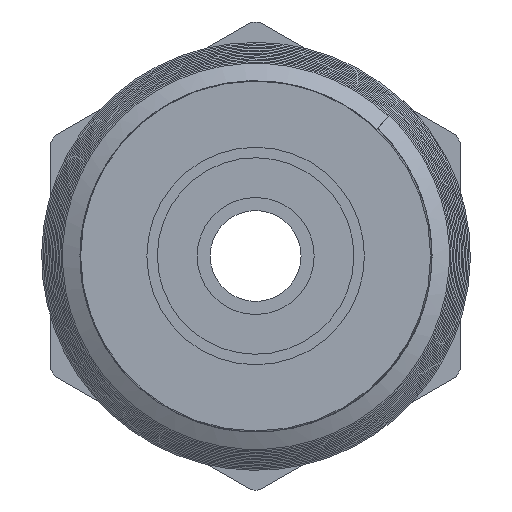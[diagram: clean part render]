
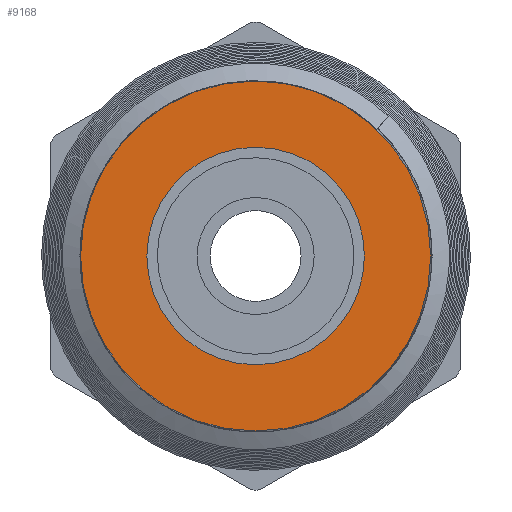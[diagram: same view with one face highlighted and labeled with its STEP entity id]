
A CAD part, front view. The second image highlights one B-rep face of the part: STEP entity #9168.
In plain terms, the highlighted planar face has unit normal (0, -1, 0).
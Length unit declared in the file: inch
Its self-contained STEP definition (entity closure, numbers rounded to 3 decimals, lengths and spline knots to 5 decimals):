
#88 = DIRECTION ( 'NONE',  ( -1., 0., 0. ) ) ;
#298 = EDGE_CURVE ( 'NONE', #10145, #8519, #4473, .T. ) ;
#797 = CIRCLE ( 'NONE', #1144, 0.374 ) ;
#1029 = DIRECTION ( 'NONE',  ( 0., -1., 0. ) ) ;
#1090 = CARTESIAN_POINT ( 'NONE',  ( 0., 0., 0. ) ) ;
#1144 = AXIS2_PLACEMENT_3D ( 'NONE', #1090, #7627, #10073 ) ;
#1384 = VERTEX_POINT ( 'NONE', #2265 ) ;
#1685 = FACE_OUTER_BOUND ( 'NONE', #10459, .T. ) ;
#1975 = CIRCLE ( 'NONE', #10179, 0.374 ) ;
#2265 = CARTESIAN_POINT ( 'NONE',  ( -0.374, 0., 0. ) ) ;
#2382 = EDGE_CURVE ( 'NONE', #6159, #1384, #797, .T. ) ;
#2420 = AXIS2_PLACEMENT_3D ( 'NONE', #7252, #8800, #9602 ) ;
#2751 = CARTESIAN_POINT ( 'NONE',  ( 0., 0., 0. ) ) ;
#2897 = DIRECTION ( 'NONE',  ( 1., 0., 0. ) ) ;
#3573 = CARTESIAN_POINT ( 'NONE',  ( 0.374, 0., 0. ) ) ;
#4149 = CARTESIAN_POINT ( 'NONE',  ( -0.2325, 0., 0. ) ) ;
#4473 = CIRCLE ( 'NONE', #2420, 0.2325 ) ;
#4514 = CARTESIAN_POINT ( 'NONE',  ( 0., 0., 0. ) ) ;
#4730 = CARTESIAN_POINT ( 'NONE',  ( 0.2325, 0., 0. ) ) ;
#4933 = EDGE_CURVE ( 'NONE', #8519, #10145, #8447, .T. ) ;
#4940 = EDGE_LOOP ( 'NONE', ( #5600, #7864 ) ) ;
#4957 = PLANE ( 'NONE',  #5196 ) ;
#5196 = AXIS2_PLACEMENT_3D ( 'NONE', #4149, #7422, #88 ) ;
#5212 = AXIS2_PLACEMENT_3D ( 'NONE', #4514, #7533, #2897 ) ;
#5600 = ORIENTED_EDGE ( 'NONE', *, *, #298, .F. ) ;
#6159 = VERTEX_POINT ( 'NONE', #3573 ) ;
#6954 = DIRECTION ( 'NONE',  ( 1., 0., 0. ) ) ;
#7248 = EDGE_CURVE ( 'NONE', #1384, #6159, #1975, .T. ) ;
#7252 = CARTESIAN_POINT ( 'NONE',  ( 0., 0., 0. ) ) ;
#7422 = DIRECTION ( 'NONE',  ( 0., 1., 0. ) ) ;
#7533 = DIRECTION ( 'NONE',  ( 0., -1., 0. ) ) ;
#7627 = DIRECTION ( 'NONE',  ( 0., -1., 0. ) ) ;
#7864 = ORIENTED_EDGE ( 'NONE', *, *, #4933, .F. ) ;
#7898 = CARTESIAN_POINT ( 'NONE',  ( -0.2325, 0., 0. ) ) ;
#8447 = CIRCLE ( 'NONE', #5212, 0.2325 ) ;
#8519 = VERTEX_POINT ( 'NONE', #7898 ) ;
#8800 = DIRECTION ( 'NONE',  ( 0., -1., 0. ) ) ;
#9014 = FACE_BOUND ( 'NONE', #4940, .T. ) ;
#9023 = ORIENTED_EDGE ( 'NONE', *, *, #2382, .T. ) ;
#9096 = ORIENTED_EDGE ( 'NONE', *, *, #7248, .T. ) ;
#9168 = ADVANCED_FACE ( 'NONE', ( #9014, #1685 ), #4957, .F. ) ;
#9602 = DIRECTION ( 'NONE',  ( 1., 0., 0. ) ) ;
#10073 = DIRECTION ( 'NONE',  ( 1., 0., 0. ) ) ;
#10145 = VERTEX_POINT ( 'NONE', #4730 ) ;
#10179 = AXIS2_PLACEMENT_3D ( 'NONE', #2751, #1029, #6954 ) ;
#10459 = EDGE_LOOP ( 'NONE', ( #9023, #9096 ) ) ;
